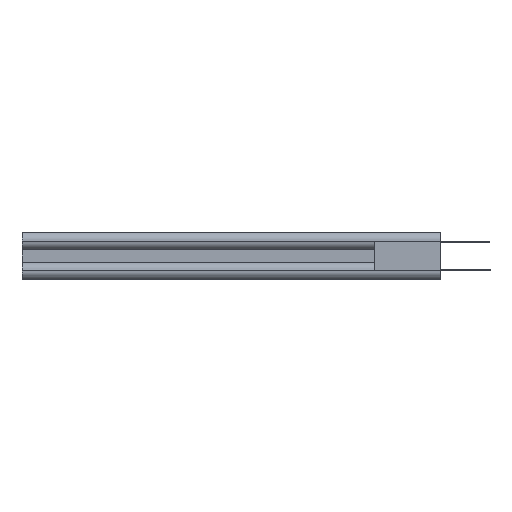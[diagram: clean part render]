
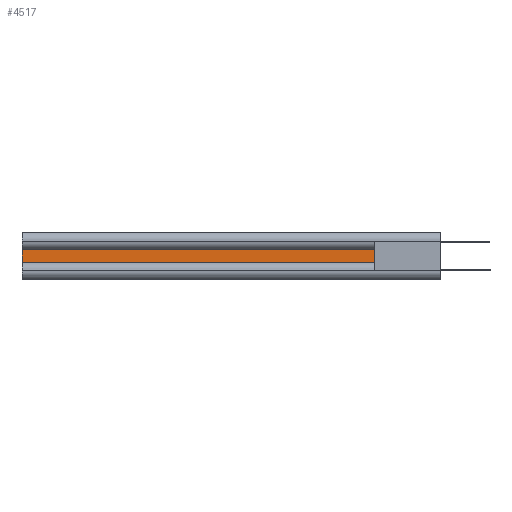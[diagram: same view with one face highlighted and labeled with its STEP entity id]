
A CAD part, left-side view. The second image highlights one B-rep face of the part: STEP entity #4517.
In plain terms, the highlighted planar face has unit normal (-1, 0, 0).
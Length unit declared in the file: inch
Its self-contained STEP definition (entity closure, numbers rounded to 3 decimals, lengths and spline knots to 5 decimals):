
#355 = CARTESIAN_POINT ( 'NONE',  ( 0.044, 3., 0.0465 ) ) ;
#802 = EDGE_CURVE ( 'NONE', #16251, #9734, #16422, .T. ) ;
#838 = ORIENTED_EDGE ( 'NONE', *, *, #9364, .F. ) ;
#1349 = CARTESIAN_POINT ( 'NONE',  ( 0.044, 0.37012, -0.0465 ) ) ;
#2733 = VECTOR ( 'NONE', #14848, 39.37008 ) ;
#3723 = VECTOR ( 'NONE', #11784, 39.37008 ) ;
#4139 = FACE_OUTER_BOUND ( 'NONE', #18691, .T. ) ;
#4517 = ADVANCED_FACE ( 'NONE', ( #4139 ), #20223, .F. ) ;
#5692 = CARTESIAN_POINT ( 'NONE',  ( 0.044, 0.473, -0.0465 ) ) ;
#7282 = ORIENTED_EDGE ( 'NONE', *, *, #17056, .T. ) ;
#7403 = CARTESIAN_POINT ( 'NONE',  ( 0.044, 0.37012, 0.0465 ) ) ;
#7444 = VECTOR ( 'NONE', #7958, 39.37008 ) ;
#7887 = VECTOR ( 'NONE', #11048, 39.37008 ) ;
#7958 = DIRECTION ( 'NONE',  ( 0., 1., 0. ) ) ;
#9364 = EDGE_CURVE ( 'NONE', #18924, #9734, #16966, .T. ) ;
#9640 = CARTESIAN_POINT ( 'NONE',  ( 0.044, 0.37012, -0.0465 ) ) ;
#9734 = VERTEX_POINT ( 'NONE', #11483 ) ;
#10857 = ORIENTED_EDGE ( 'NONE', *, *, #802, .T. ) ;
#11048 = DIRECTION ( 'NONE',  ( 0., 1., 0. ) ) ;
#11483 = CARTESIAN_POINT ( 'NONE',  ( 0.044, 3., -0.0465 ) ) ;
#11784 = DIRECTION ( 'NONE',  ( 0., 0., -1. ) ) ;
#11941 = DIRECTION ( 'NONE',  ( 0., 0., -1. ) ) ;
#12148 = AXIS2_PLACEMENT_3D ( 'NONE', #1349, #21908, #11941 ) ;
#13890 = CARTESIAN_POINT ( 'NONE',  ( 0.044, 3., -0.0465 ) ) ;
#14848 = DIRECTION ( 'NONE',  ( 0., 0., -1. ) ) ;
#15847 = ORIENTED_EDGE ( 'NONE', *, *, #18628, .F. ) ;
#16251 = VERTEX_POINT ( 'NONE', #355 ) ;
#16422 = LINE ( 'NONE', #13890, #2733 ) ;
#16966 = LINE ( 'NONE', #9640, #7444 ) ;
#16991 = CARTESIAN_POINT ( 'NONE',  ( 0.044, 0.473, 0.0465 ) ) ;
#17056 = EDGE_CURVE ( 'NONE', #19368, #16251, #21284, .T. ) ;
#18628 = EDGE_CURVE ( 'NONE', #19368, #18924, #21257, .T. ) ;
#18691 = EDGE_LOOP ( 'NONE', ( #7282, #10857, #838, #15847 ) ) ;
#18924 = VERTEX_POINT ( 'NONE', #5692 ) ;
#19368 = VERTEX_POINT ( 'NONE', #16991 ) ;
#20223 = PLANE ( 'NONE',  #12148 ) ;
#21257 = LINE ( 'NONE', #21735, #3723 ) ;
#21284 = LINE ( 'NONE', #7403, #7887 ) ;
#21735 = CARTESIAN_POINT ( 'NONE',  ( 0.044, 0.473, -0.0465 ) ) ;
#21908 = DIRECTION ( 'NONE',  ( 1., 0., 0. ) ) ;
